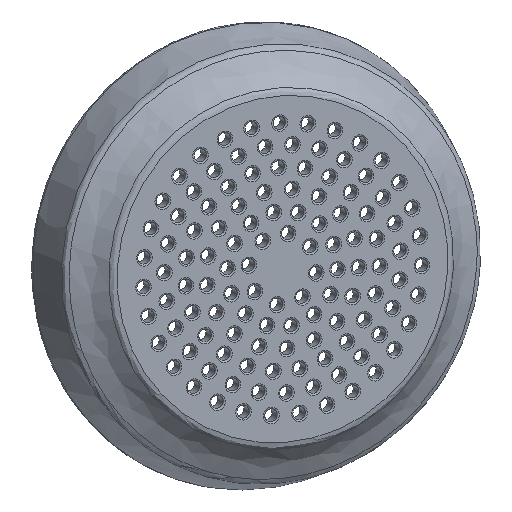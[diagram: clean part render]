
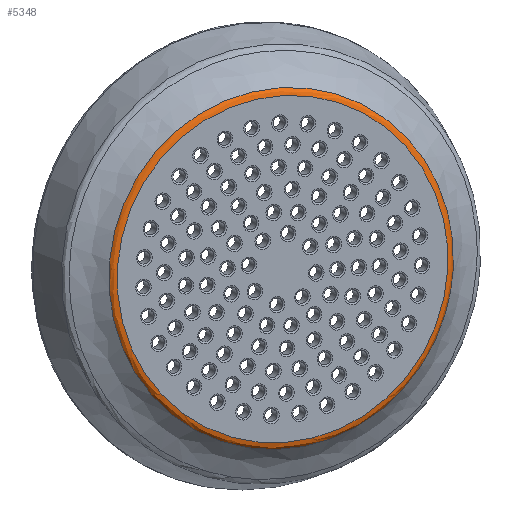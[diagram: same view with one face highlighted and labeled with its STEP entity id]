
A CAD part, left-side view. The second image highlights one B-rep face of the part: STEP entity #5348.
In plain terms, the highlighted free-form (B-spline) face has degree [3, 3] with [4, 15] control points.
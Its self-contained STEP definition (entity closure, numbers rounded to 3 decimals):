
#27=B_SPLINE_SURFACE_WITH_KNOTS('',3,3,((#11521,#11522,#11523,#11524,#11525,
#11526,#11527,#11528,#11529,#11530,#11531,#11532,#11533,#11534,#11535),
(#11536,#11537,#11538,#11539,#11540,#11541,#11542,#11543,#11544,#11545,
#11546,#11547,#11548,#11549,#11550),(#11551,#11552,#11553,#11554,#11555,
#11556,#11557,#11558,#11559,#11560,#11561,#11562,#11563,#11564,#11565),
(#11566,#11567,#11568,#11569,#11570,#11571,#11572,#11573,#11574,#11575,
#11576,#11577,#11578,#11579,#11580)),.UNSPECIFIED.,.F.,.T.,.F.,(4,4),(4,
1,1,1,1,1,1,1,1,1,1,1,4),(0.,1.),(-3.142,-2.618,-2.094,
-1.571,-1.047,-0.524,0.,
0.524,1.047,1.571,2.094,2.618,
3.142),.UNSPECIFIED.);
#649=B_SPLINE_CURVE_WITH_KNOTS('',3,(#8102,#8103,#8104,#8105,#8106,#8107,
#8108,#8109,#8110,#8111,#8112,#8113,#8114,#8115,#8116),.UNSPECIFIED.,.T.,
 .F.,(4,1,1,1,1,1,1,1,1,1,1,1,4),(-3.142,-2.618,-2.094,
-1.571,-1.047,-0.524,0.,
0.524,1.047,1.571,2.094,2.618,
3.142),.UNSPECIFIED.);
#692=B_SPLINE_CURVE_WITH_KNOTS('',3,(#11583,#11584,#11585,#11586,#11587,
#11588,#11589,#11590,#11591,#11592,#11593,#11594,#11595,#11596,#11597),
 .UNSPECIFIED.,.T.,.F.,(4,1,1,1,1,1,1,1,1,1,1,1,4),(-3.142,-2.618,
-2.094,-1.571,-1.047,-0.524,
0.,0.524,1.047,1.571,
2.094,2.618,3.142),.UNSPECIFIED.);
#961=FACE_OUTER_BOUND('',#1465,.T.);
#1465=EDGE_LOOP('',(#4945,#4946,#4947,#4948));
#2076=CIRCLE('',#6230,1.5);
#2081=VERTEX_POINT('',#8101);
#2604=VERTEX_POINT('',#11581);
#2610=EDGE_CURVE('',#2081,#2081,#649,.T.);
#3388=EDGE_CURVE('',#2604,#2081,#2076,.T.);
#3389=EDGE_CURVE('',#2604,#2604,#692,.T.);
#4945=ORIENTED_EDGE('',*,*,#3388,.T.);
#4946=ORIENTED_EDGE('',*,*,#2610,.T.);
#4947=ORIENTED_EDGE('',*,*,#3388,.F.);
#4948=ORIENTED_EDGE('',*,*,#3389,.T.);
#5348=ADVANCED_FACE('',(#961),#27,.F.);
#6230=AXIS2_PLACEMENT_3D('',#11582,#8085,#8086);
#8085=DIRECTION('center_axis',(0.14,0.051,-0.989));
#8086=DIRECTION('ref_axis',(-0.187,-0.979,-0.077));
#8101=CARTESIAN_POINT('',(-566.081,-299.668,960.955));
#8102=CARTESIAN_POINT('Ctrl Pts',(-566.081,-299.668,960.955));
#8103=CARTESIAN_POINT('Ctrl Pts',(-565.33,-299.394,955.671));
#8104=CARTESIAN_POINT('Ctrl Pts',(-564.81,-296.158,945.107));
#8105=CARTESIAN_POINT('Ctrl Pts',(-567.182,-284.535,933.5));
#8106=CARTESIAN_POINT('Ctrl Pts',(-572.074,-269.255,929.257));
#8107=CARTESIAN_POINT('Ctrl Pts',(-578.171,-254.416,933.502));
#8108=CARTESIAN_POINT('Ctrl Pts',(-583.842,-243.993,945.105));
#8109=CARTESIAN_POINT('Ctrl Pts',(-587.566,-240.781,960.955));
#8110=CARTESIAN_POINT('Ctrl Pts',(-588.346,-245.636,976.805));
#8111=CARTESIAN_POINT('Ctrl Pts',(-585.972,-257.262,988.409));
#8112=CARTESIAN_POINT('Ctrl Pts',(-581.081,-272.541,992.654));
#8113=CARTESIAN_POINT('Ctrl Pts',(-574.984,-287.379,988.408));
#8114=CARTESIAN_POINT('Ctrl Pts',(-569.313,-297.804,976.806));
#8115=CARTESIAN_POINT('Ctrl Pts',(-566.831,-299.942,966.24));
#8116=CARTESIAN_POINT('Ctrl Pts',(-566.081,-299.668,960.955));
#11521=CARTESIAN_POINT('Ctrl Pts',(-566.081,-299.668,
960.955));
#11522=CARTESIAN_POINT('Ctrl Pts',(-565.33,-299.394,
955.671));
#11523=CARTESIAN_POINT('Ctrl Pts',(-564.81,-296.158,
945.107));
#11524=CARTESIAN_POINT('Ctrl Pts',(-567.182,-284.535,
933.5));
#11525=CARTESIAN_POINT('Ctrl Pts',(-572.074,-269.255,
929.257));
#11526=CARTESIAN_POINT('Ctrl Pts',(-578.171,-254.416,
933.502));
#11527=CARTESIAN_POINT('Ctrl Pts',(-583.842,-243.993,
945.105));
#11528=CARTESIAN_POINT('Ctrl Pts',(-587.566,-240.781,
960.955));
#11529=CARTESIAN_POINT('Ctrl Pts',(-588.346,-245.636,
976.805));
#11530=CARTESIAN_POINT('Ctrl Pts',(-585.972,-257.262,
988.409));
#11531=CARTESIAN_POINT('Ctrl Pts',(-581.081,-272.541,
992.654));
#11532=CARTESIAN_POINT('Ctrl Pts',(-574.984,-287.379,
988.408));
#11533=CARTESIAN_POINT('Ctrl Pts',(-569.313,-297.804,
976.806));
#11534=CARTESIAN_POINT('Ctrl Pts',(-566.831,-299.942,
966.24));
#11535=CARTESIAN_POINT('Ctrl Pts',(-566.081,-299.668,
960.955));
#11536=CARTESIAN_POINT('Ctrl Pts',(-565.905,-300.151,
960.955));
#11537=CARTESIAN_POINT('Ctrl Pts',(-565.141,-299.872,
955.582));
#11538=CARTESIAN_POINT('Ctrl Pts',(-564.613,-296.581,
944.841));
#11539=CARTESIAN_POINT('Ctrl Pts',(-567.024,-284.764,
933.041));
#11540=CARTESIAN_POINT('Ctrl Pts',(-571.998,-269.227,928.725));
#11541=CARTESIAN_POINT('Ctrl Pts',(-578.198,-254.14,
933.042));
#11542=CARTESIAN_POINT('Ctrl Pts',(-583.964,-243.542,944.84));
#11543=CARTESIAN_POINT('Ctrl Pts',(-587.75,-240.275,
960.955));
#11544=CARTESIAN_POINT('Ctrl Pts',(-588.543,-245.213,
977.071));
#11545=CARTESIAN_POINT('Ctrl Pts',(-586.13,-257.033,988.869));
#11546=CARTESIAN_POINT('Ctrl Pts',(-581.157,-272.569,
993.186));
#11547=CARTESIAN_POINT('Ctrl Pts',(-574.957,-287.655,
988.868));
#11548=CARTESIAN_POINT('Ctrl Pts',(-569.191,-298.254,
977.072));
#11549=CARTESIAN_POINT('Ctrl Pts',(-566.668,-300.429,966.329));
#11550=CARTESIAN_POINT('Ctrl Pts',(-565.905,-300.151,
960.955));
#11551=CARTESIAN_POINT('Ctrl Pts',(-565.467,-300.528,
960.998));
#11552=CARTESIAN_POINT('Ctrl Pts',(-564.691,-300.245,
955.538));
#11553=CARTESIAN_POINT('Ctrl Pts',(-564.155,-296.901,
944.623));
#11554=CARTESIAN_POINT('Ctrl Pts',(-566.606,-284.892,
932.631));
#11555=CARTESIAN_POINT('Ctrl Pts',(-571.659,-269.104,928.245));
#11556=CARTESIAN_POINT('Ctrl Pts',(-577.96,-253.772,
932.632));
#11557=CARTESIAN_POINT('Ctrl Pts',(-583.82,-243.003,
944.621));
#11558=CARTESIAN_POINT('Ctrl Pts',(-587.666,-239.682,
960.998));
#11559=CARTESIAN_POINT('Ctrl Pts',(-588.473,-244.701,
977.374));
#11560=CARTESIAN_POINT('Ctrl Pts',(-586.021,-256.712,
989.363));
#11561=CARTESIAN_POINT('Ctrl Pts',(-580.966,-272.499,
993.751));
#11562=CARTESIAN_POINT('Ctrl Pts',(-574.667,-287.83,
989.362));
#11563=CARTESIAN_POINT('Ctrl Pts',(-568.808,-298.601,
977.375));
#11564=CARTESIAN_POINT('Ctrl Pts',(-566.243,-300.811,966.459));
#11565=CARTESIAN_POINT('Ctrl Pts',(-565.467,-300.528,
960.998));
#11566=CARTESIAN_POINT('Ctrl Pts',(-564.968,-300.629,
961.064));
#11567=CARTESIAN_POINT('Ctrl Pts',(-564.185,-300.343,
955.558));
#11568=CARTESIAN_POINT('Ctrl Pts',(-563.646,-296.971,
944.551));
#11569=CARTESIAN_POINT('Ctrl Pts',(-566.117,-284.862,932.459));
#11570=CARTESIAN_POINT('Ctrl Pts',(-571.211,-268.94,
928.036));
#11571=CARTESIAN_POINT('Ctrl Pts',(-577.567,-253.481,
932.46));
#11572=CARTESIAN_POINT('Ctrl Pts',(-583.475,-242.621,
944.549));
#11573=CARTESIAN_POINT('Ctrl Pts',(-587.353,-239.272,
961.064));
#11574=CARTESIAN_POINT('Ctrl Pts',(-588.168,-244.333,
977.578));
#11575=CARTESIAN_POINT('Ctrl Pts',(-585.695,-256.445,989.667));
#11576=CARTESIAN_POINT('Ctrl Pts',(-580.596,-272.364,
994.092));
#11577=CARTESIAN_POINT('Ctrl Pts',(-574.246,-287.825,
989.666));
#11578=CARTESIAN_POINT('Ctrl Pts',(-568.337,-298.686,
977.578));
#11579=CARTESIAN_POINT('Ctrl Pts',(-565.75,-300.914,
966.57));
#11580=CARTESIAN_POINT('Ctrl Pts',(-564.968,-300.629,
961.064));
#11581=CARTESIAN_POINT('',(-564.968,-300.629,961.064));
#11582=CARTESIAN_POINT('Origin',(-564.687,-299.16,961.18));
#11583=CARTESIAN_POINT('Ctrl Pts',(-564.968,-300.629,
961.064));
#11584=CARTESIAN_POINT('Ctrl Pts',(-565.75,-300.914,
966.57));
#11585=CARTESIAN_POINT('Ctrl Pts',(-568.337,-298.686,
977.578));
#11586=CARTESIAN_POINT('Ctrl Pts',(-574.246,-287.825,
989.666));
#11587=CARTESIAN_POINT('Ctrl Pts',(-580.596,-272.364,
994.092));
#11588=CARTESIAN_POINT('Ctrl Pts',(-585.695,-256.445,989.667));
#11589=CARTESIAN_POINT('Ctrl Pts',(-588.168,-244.333,
977.578));
#11590=CARTESIAN_POINT('Ctrl Pts',(-587.353,-239.272,
961.064));
#11591=CARTESIAN_POINT('Ctrl Pts',(-583.475,-242.621,
944.549));
#11592=CARTESIAN_POINT('Ctrl Pts',(-577.567,-253.481,
932.46));
#11593=CARTESIAN_POINT('Ctrl Pts',(-571.211,-268.94,
928.036));
#11594=CARTESIAN_POINT('Ctrl Pts',(-566.117,-284.862,932.459));
#11595=CARTESIAN_POINT('Ctrl Pts',(-563.646,-296.971,
944.551));
#11596=CARTESIAN_POINT('Ctrl Pts',(-564.185,-300.343,
955.558));
#11597=CARTESIAN_POINT('Ctrl Pts',(-564.968,-300.629,
961.064));
